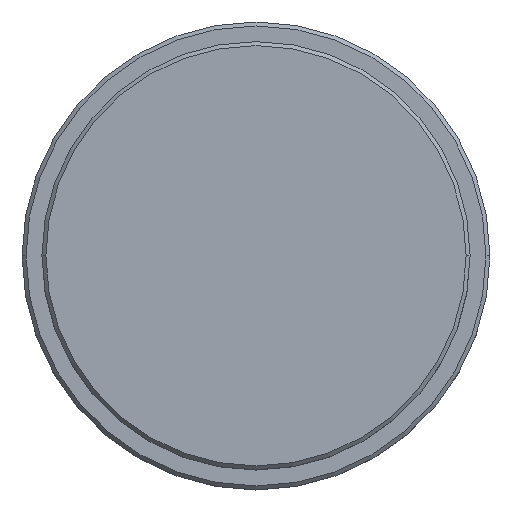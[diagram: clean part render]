
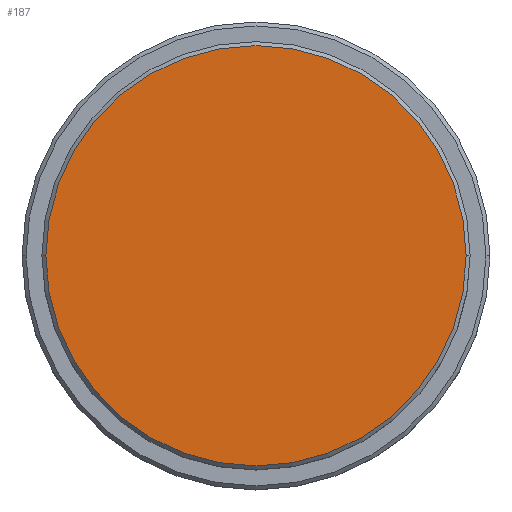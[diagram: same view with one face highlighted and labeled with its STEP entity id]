
A CAD part, top view. The second image highlights one B-rep face of the part: STEP entity #187.
In plain terms, the highlighted planar face has unit normal (0, 0, 1).
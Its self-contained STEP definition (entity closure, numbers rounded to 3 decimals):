
#1 = CARTESIAN_POINT ( 'NONE',  ( 0., 0., 0. ) ) ;
#8 = FACE_OUTER_BOUND ( 'NONE', #891, .T. ) ;
#17 = CIRCLE ( 'NONE', #822, 26.5 ) ;
#33 = DIRECTION ( 'NONE',  ( 1., 0., 0. ) ) ;
#136 = PLANE ( 'NONE',  #1278 ) ;
#142 = DIRECTION ( 'NONE',  ( 0., 0., 1. ) ) ;
#187 = ADVANCED_FACE ( 'NONE', ( #8 ), #136, .T. ) ;
#245 = CARTESIAN_POINT ( 'NONE',  ( 0., 0., 0. ) ) ;
#249 = CIRCLE ( 'NONE', #315, 26.5 ) ;
#315 = AXIS2_PLACEMENT_3D ( 'NONE', #1, #438, #341 ) ;
#339 = EDGE_CURVE ( 'NONE', #730, #1388, #249, .T. ) ;
#341 = DIRECTION ( 'NONE',  ( 1., 0., 0. ) ) ;
#364 = CARTESIAN_POINT ( 'NONE',  ( -26.5, 0., 0. ) ) ;
#438 = DIRECTION ( 'NONE',  ( 0., 0., 1. ) ) ;
#445 = DIRECTION ( 'NONE',  ( 0., 0., 1. ) ) ;
#465 = CARTESIAN_POINT ( 'NONE',  ( 0., 0., 0. ) ) ;
#730 = VERTEX_POINT ( 'NONE', #364 ) ;
#774 = DIRECTION ( 'NONE',  ( 1., 0., 0. ) ) ;
#822 = AXIS2_PLACEMENT_3D ( 'NONE', #245, #142, #33 ) ;
#891 = EDGE_LOOP ( 'NONE', ( #1314, #1392 ) ) ;
#1091 = EDGE_CURVE ( 'NONE', #1388, #730, #17, .T. ) ;
#1278 = AXIS2_PLACEMENT_3D ( 'NONE', #465, #445, #774 ) ;
#1314 = ORIENTED_EDGE ( 'NONE', *, *, #339, .T. ) ;
#1388 = VERTEX_POINT ( 'NONE', #1393 ) ;
#1392 = ORIENTED_EDGE ( 'NONE', *, *, #1091, .T. ) ;
#1393 = CARTESIAN_POINT ( 'NONE',  ( 26.5, 0., 0. ) ) ;
